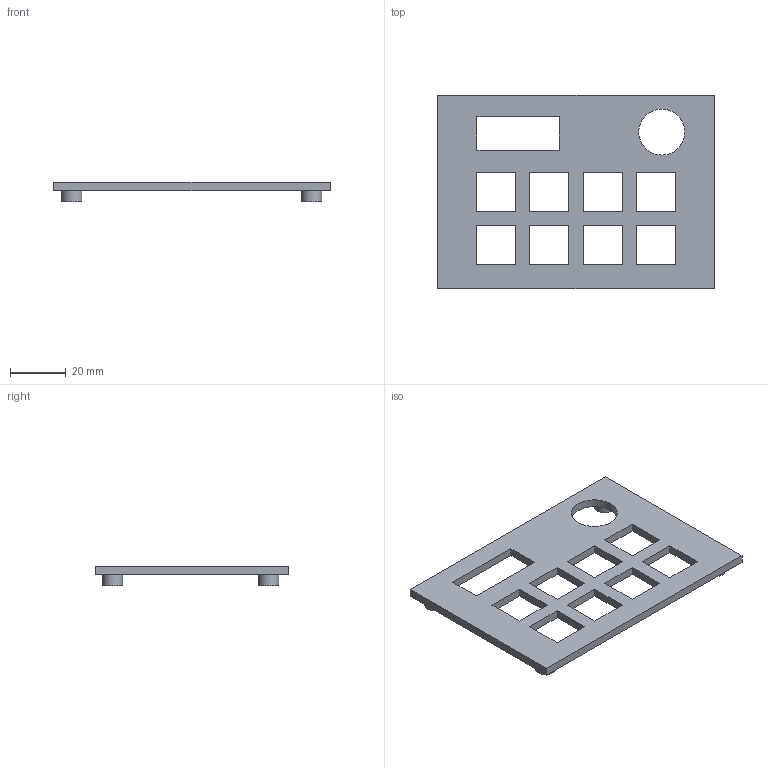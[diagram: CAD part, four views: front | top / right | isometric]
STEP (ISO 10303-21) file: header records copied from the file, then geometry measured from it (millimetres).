
FILE_DESCRIPTION(/* description */ (''),/* implementation_level */ '2;1');
FILE_NAME(/* name */ 'plate.step',/* time_stamp */ '2026-01-12T16:33:05+02:00',/* author */ (''),/* organization */ (''),/* preprocessor_version */ 'ST-DEVELOPER v20.1',/* originating_system */ 'Autodesk Translation Framework v14.21.0.0',/* authorisation */ '');
FILE_SCHEMA (('AUTOMOTIVE_DESIGN { 1 0 10303 214 3 1 1 }'));
Length unit declared in the file: millimetre
Products named in the file (1): 2026-01-08-12-29-49-177
Bounding box: 99 x 69.35 x 7 mm (x, y, z)
Volume: 14712.1 mm3; surface area: 12741 mm2
Topology: 1 solids, 1 shells, 60 faces, 150 edges, 100 vertices
Faces by surface type: plane 51, cylinder 9
Full cylindrical faces by diameter (mm): 3.2 x4, 7.2 x3, 16.5 x1
Entity records: 1845 total; most frequent: CARTESIAN_POINT 311, ORIENTED_EDGE 300, DIRECTION 290, EDGE_CURVE 150, LINE 132, VECTOR 132, VERTEX_POINT 100, EDGE_LOOP 88
